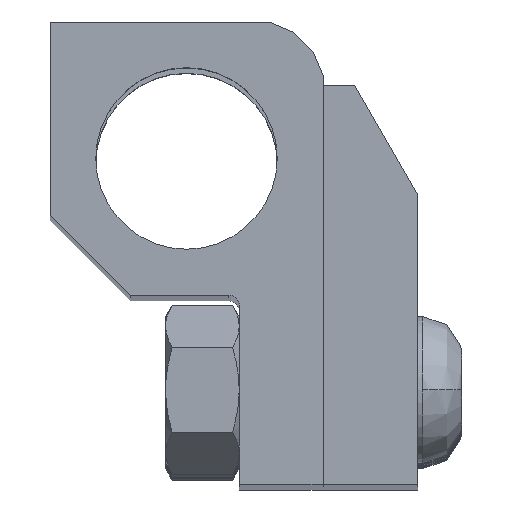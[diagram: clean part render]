
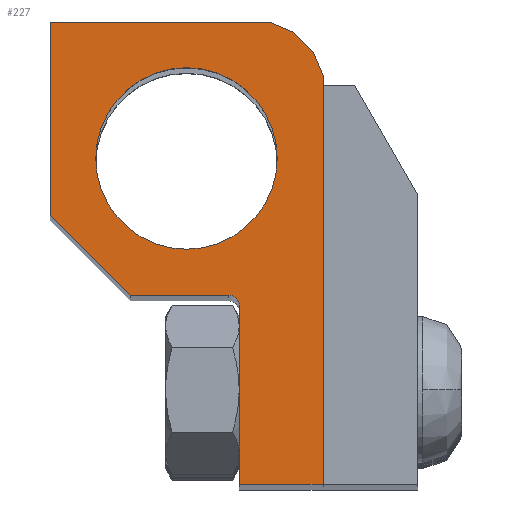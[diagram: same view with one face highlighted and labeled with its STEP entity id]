
A CAD part, top view. The second image highlights one B-rep face of the part: STEP entity #227.
In plain terms, the highlighted planar face has unit normal (0, 0, 1).
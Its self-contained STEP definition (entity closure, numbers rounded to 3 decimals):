
#227=ADVANCED_FACE('',(#644,#645),#646,.F.);
#644=FACE_OUTER_BOUND('',#2102,.T.);
#645=FACE_BOUND('',#2103,.T.);
#646=PLANE('',#2104);
#2102=EDGE_LOOP('',(#3916,#3917,#3918,#3919,#3920,#3921,#3922,#3923,#3924,#3925,#3926));
#2103=EDGE_LOOP('',(#3927,#3928));
#2104=AXIS2_PLACEMENT_3D('',#3929,#3930,#3931);
#3916=ORIENTED_EDGE('',*,*,#6199,.F.);
#3917=ORIENTED_EDGE('',*,*,#6169,.F.);
#3918=ORIENTED_EDGE('',*,*,#6173,.F.);
#3919=ORIENTED_EDGE('',*,*,#6176,.F.);
#3920=ORIENTED_EDGE('',*,*,#6179,.F.);
#3921=ORIENTED_EDGE('',*,*,#6182,.F.);
#3922=ORIENTED_EDGE('',*,*,#6185,.F.);
#3923=ORIENTED_EDGE('',*,*,#6188,.F.);
#3924=ORIENTED_EDGE('',*,*,#6191,.F.);
#3925=ORIENTED_EDGE('',*,*,#6194,.F.);
#3926=ORIENTED_EDGE('',*,*,#6197,.F.);
#3927=ORIENTED_EDGE('',*,*,#6142,.T.);
#3928=ORIENTED_EDGE('',*,*,#6154,.T.);
#3929=CARTESIAN_POINT('',(93.956,417.389,417.853));
#3930=DIRECTION('',(0.0,0.0,-1.0));
#3931=DIRECTION('',(0.0,-1.0,0.0));
#6142=EDGE_CURVE('',#6990,#6987,#6991,.T.);
#6154=EDGE_CURVE('',#6987,#6990,#7010,.T.);
#6169=EDGE_CURVE('',#7026,#7028,#7029,.T.);
#6173=EDGE_CURVE('',#7033,#7026,#7035,.T.);
#6176=EDGE_CURVE('',#7038,#7033,#7040,.T.);
#6179=EDGE_CURVE('',#7043,#7038,#7045,.T.);
#6182=EDGE_CURVE('',#7048,#7043,#7050,.T.);
#6185=EDGE_CURVE('',#7053,#7048,#7055,.T.);
#6188=EDGE_CURVE('',#7058,#7053,#7060,.T.);
#6191=EDGE_CURVE('',#7063,#7058,#7065,.T.);
#6194=EDGE_CURVE('',#7068,#7063,#7070,.T.);
#6197=EDGE_CURVE('',#7073,#7068,#7075,.T.);
#6199=EDGE_CURVE('',#7028,#7073,#7077,.T.);
#6987=VERTEX_POINT('',#8300);
#6990=VERTEX_POINT('',#8304);
#6991=CIRCLE('',#8305,6.858);
#7010=CIRCLE('',#8329,6.858);
#7026=VERTEX_POINT('',#8346);
#7028=VERTEX_POINT('',#8349);
#7029=LINE('',#8350,#8351);
#7033=VERTEX_POINT('',#8357);
#7035=LINE('',#8360,#8361);
#7038=VERTEX_POINT('',#8364);
#7040=CIRCLE('',#8367,0.787);
#7043=VERTEX_POINT('',#8371);
#7045=LINE('',#8374,#8375);
#7048=VERTEX_POINT('',#8379);
#7050=LINE('',#8382,#8383);
#7053=VERTEX_POINT('',#8387);
#7055=LINE('',#8390,#8391);
#7058=VERTEX_POINT('',#8395);
#7060=LINE('',#8398,#8399);
#7063=VERTEX_POINT('',#8403);
#7065=LINE('',#8406,#8407);
#7068=VERTEX_POINT('',#8411);
#7070=LINE('',#8414,#8415);
#7073=VERTEX_POINT('',#8419);
#7075=LINE('',#8422,#8423);
#7077=LINE('',#8426,#8427);
#8300=CARTESIAN_POINT('',(98.681,422.772,417.853));
#8304=CARTESIAN_POINT('',(84.965,422.772,417.853));
#8305=AXIS2_PLACEMENT_3D('',#11677,#11678,#11679);
#8329=AXIS2_PLACEMENT_3D('',#11698,#11699,#11700);
#8346=CARTESIAN_POINT('',(87.557,412.447,417.853));
#8349=CARTESIAN_POINT('',(81.511,418.493,417.853));
#8350=CARTESIAN_POINT('',(87.557,412.447,417.853));
#8351=VECTOR('',#11739,8.551);
#8357=CARTESIAN_POINT('',(95.016,412.447,417.853));
#8360=CARTESIAN_POINT('',(95.016,412.447,417.853));
#8361=VECTOR('',#11743,7.459);
#8364=CARTESIAN_POINT('',(95.803,411.66,417.853));
#8367=AXIS2_PLACEMENT_3D('',#11748,#11749,#11750);
#8371=CARTESIAN_POINT('',(95.803,398.16,417.853));
#8374=CARTESIAN_POINT('',(95.803,398.16,417.853));
#8375=VECTOR('',#11753,13.5);
#8379=CARTESIAN_POINT('',(102.148,398.16,417.853));
#8382=CARTESIAN_POINT('',(102.148,398.16,417.853));
#8383=VECTOR('',#11756,6.345);
#8387=CARTESIAN_POINT('',(102.148,429.011,417.853));
#8390=CARTESIAN_POINT('',(102.148,429.011,417.853));
#8391=VECTOR('',#11759,30.851);
#8395=CARTESIAN_POINT('',(101.378,430.87,417.853));
#8398=CARTESIAN_POINT('',(101.378,430.87,417.853));
#8399=VECTOR('',#11762,2.013);
#8403=CARTESIAN_POINT('',(99.941,432.307,417.853));
#8406=CARTESIAN_POINT('',(99.941,432.307,417.853));
#8407=VECTOR('',#11765,2.032);
#8411=CARTESIAN_POINT('',(98.064,433.085,417.853));
#8414=CARTESIAN_POINT('',(98.064,433.085,417.853));
#8415=VECTOR('',#11768,2.032);
#8419=CARTESIAN_POINT('',(81.511,433.085,417.853));
#8422=CARTESIAN_POINT('',(81.511,433.085,417.853));
#8423=VECTOR('',#11771,16.553);
#8426=CARTESIAN_POINT('',(81.511,418.493,417.853));
#8427=VECTOR('',#11773,14.591);
#11677=CARTESIAN_POINT('',(91.823,422.772,417.853));
#11678=DIRECTION('',(0.0,0.0,-1.0));
#11679=DIRECTION('',(-1.0,0.0,0.0));
#11698=CARTESIAN_POINT('',(91.823,422.772,417.853));
#11699=DIRECTION('',(0.0,0.0,-1.0));
#11700=DIRECTION('',(-1.0,0.0,0.0));
#11739=DIRECTION('',(-0.707,0.707,0.));
#11743=DIRECTION('',(-1.0,0.0,0.0));
#11748=CARTESIAN_POINT('',(95.016,411.66,417.853));
#11749=DIRECTION('',(0.0,0.0,1.0));
#11750=DIRECTION('',(0.0,-1.0,0.0));
#11753=DIRECTION('',(0.0,1.0,0.0));
#11756=DIRECTION('',(-1.0,0.0,0.0));
#11759=DIRECTION('',(0.0,-1.0,0.0));
#11762=DIRECTION('',(0.383,-0.924,0.0));
#11765=DIRECTION('',(0.707,-0.707,0.0));
#11768=DIRECTION('',(0.924,-0.383,0.0));
#11771=DIRECTION('',(1.0,0.0,0.0));
#11773=DIRECTION('',(0.0,1.0,0.0));
